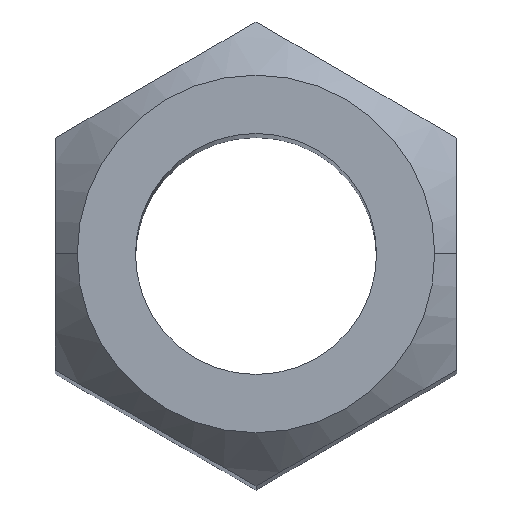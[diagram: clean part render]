
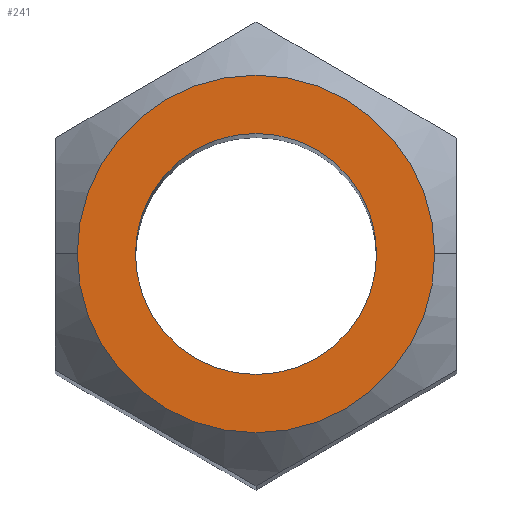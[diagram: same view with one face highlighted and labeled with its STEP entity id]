
A CAD part, top view. The second image highlights one B-rep face of the part: STEP entity #241.
In plain terms, the highlighted planar face has unit normal (0, 0, 1).
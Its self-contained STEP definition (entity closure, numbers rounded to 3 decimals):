
#2 = CARTESIAN_POINT ( 'NONE',  ( 0., 0., 16. ) ) ;
#9 = ORIENTED_EDGE ( 'NONE', *, *, #206, .F. ) ;
#14 = DIRECTION ( 'NONE',  ( 1., 0., 0. ) ) ;
#27 = EDGE_LOOP ( 'NONE', ( #9, #332 ) ) ;
#44 = DIRECTION ( 'NONE',  ( 0., 0., -1. ) ) ;
#50 = DIRECTION ( 'NONE',  ( 1., 0., 0. ) ) ;
#62 = CIRCLE ( 'NONE', #559, 2.446 ) ;
#70 = CARTESIAN_POINT ( 'NONE',  ( -2.446, 0., 16. ) ) ;
#95 = CARTESIAN_POINT ( 'NONE',  ( 0., 0., 16. ) ) ;
#107 = CIRCLE ( 'NONE', #307, 2.446 ) ;
#108 = VERTEX_POINT ( 'NONE', #273 ) ;
#131 = CIRCLE ( 'NONE', #487, 1.65 ) ;
#132 = EDGE_LOOP ( 'NONE', ( #599, #313 ) ) ;
#158 = AXIS2_PLACEMENT_3D ( 'NONE', #175, #508, #229 ) ;
#175 = CARTESIAN_POINT ( 'NONE',  ( 0., 0., 16. ) ) ;
#206 = EDGE_CURVE ( 'NONE', #518, #577, #107, .T. ) ;
#229 = DIRECTION ( 'NONE',  ( 1., 0., 0. ) ) ;
#241 = ADVANCED_FACE ( 'NONE', ( #482, #352 ), #570, .T. ) ;
#273 = CARTESIAN_POINT ( 'NONE',  ( 1.65, 0., 16. ) ) ;
#292 = EDGE_CURVE ( 'NONE', #577, #518, #62, .T. ) ;
#293 = DIRECTION ( 'NONE',  ( 0., 0., 1. ) ) ;
#307 = AXIS2_PLACEMENT_3D ( 'NONE', #334, #44, #383 ) ;
#309 = DIRECTION ( 'NONE',  ( 0., 0., 1. ) ) ;
#313 = ORIENTED_EDGE ( 'NONE', *, *, #507, .F. ) ;
#332 = ORIENTED_EDGE ( 'NONE', *, *, #292, .F. ) ;
#334 = CARTESIAN_POINT ( 'NONE',  ( 0., 0., 16. ) ) ;
#342 = DIRECTION ( 'NONE',  ( 0., 0., -1. ) ) ;
#352 = FACE_BOUND ( 'NONE', #132, .T. ) ;
#355 = CARTESIAN_POINT ( 'NONE',  ( 2.446, 0., 16. ) ) ;
#383 = DIRECTION ( 'NONE',  ( 1., 0., 0. ) ) ;
#386 = EDGE_CURVE ( 'NONE', #108, #477, #605, .T. ) ;
#400 = AXIS2_PLACEMENT_3D ( 'NONE', #95, #293, #613 ) ;
#477 = VERTEX_POINT ( 'NONE', #515 ) ;
#482 = FACE_OUTER_BOUND ( 'NONE', #27, .T. ) ;
#487 = AXIS2_PLACEMENT_3D ( 'NONE', #585, #309, #14 ) ;
#507 = EDGE_CURVE ( 'NONE', #477, #108, #131, .T. ) ;
#508 = DIRECTION ( 'NONE',  ( 0., 0., 1. ) ) ;
#515 = CARTESIAN_POINT ( 'NONE',  ( -1.65, 0., 16. ) ) ;
#518 = VERTEX_POINT ( 'NONE', #355 ) ;
#559 = AXIS2_PLACEMENT_3D ( 'NONE', #2, #342, #50 ) ;
#570 = PLANE ( 'NONE',  #400 ) ;
#577 = VERTEX_POINT ( 'NONE', #70 ) ;
#585 = CARTESIAN_POINT ( 'NONE',  ( 0., 0., 16. ) ) ;
#599 = ORIENTED_EDGE ( 'NONE', *, *, #386, .F. ) ;
#605 = CIRCLE ( 'NONE', #158, 1.65 ) ;
#613 = DIRECTION ( 'NONE',  ( 1., 0., 0. ) ) ;
